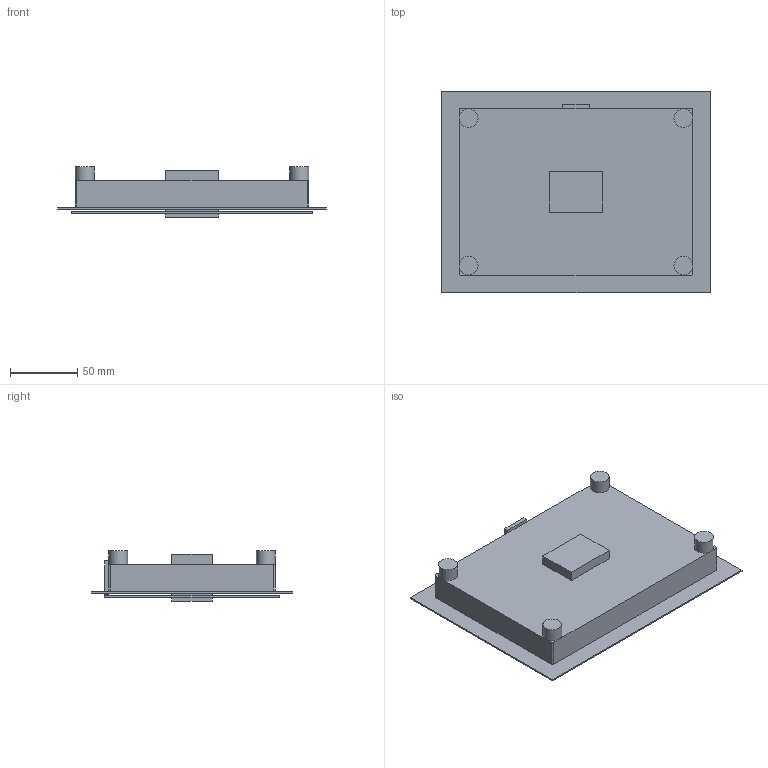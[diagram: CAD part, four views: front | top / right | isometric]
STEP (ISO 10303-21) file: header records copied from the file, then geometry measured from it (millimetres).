
FILE_DESCRIPTION(('Open CASCADE Model'),'2;1');
FILE_NAME('Open CASCADE Shape Model','2024-05-25T00:43:18',('Author'),( 'Open CASCADE'),'Open CASCADE STEP processor 7.7','Open CASCADE 7.7' ,'Unknown');
FILE_SCHEMA(('AUTOMOTIVE_DESIGN { 1 0 10303 214 1 1 1 1 }'));
Length unit declared in the file: millimetre
Products named in the file (1): Open CASCADE STEP translator 7.7 21
Bounding box: 200 x 150 x 37.5 mm (x, y, z)
Volume: 530352.9 mm3; surface area: 162516.2 mm2
Topology: 1 solids, 1 shells, 68 faces, 164 edges, 104 vertices
Faces by surface type: plane 60, cylinder 8
Full cylindrical faces by diameter (mm): 14 x4
Entity records: 4048 total; most frequent: CARTESIAN_POINT 811, DIRECTION 564, LINE 378, VECTOR 378, ORIENTED_EDGE 328, PCURVE 328, DEFINITIONAL_REPRESENTATION 328, EDGE_CURVE 164
